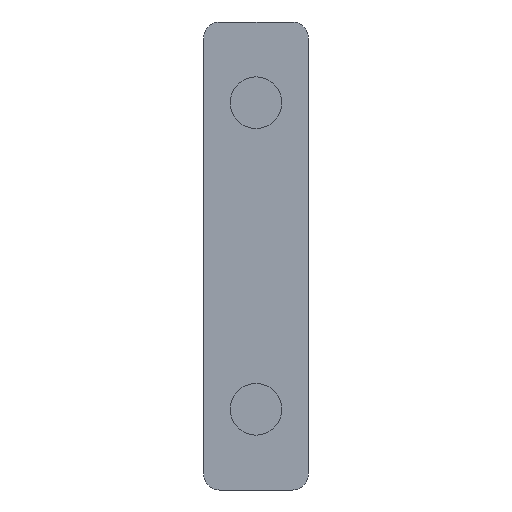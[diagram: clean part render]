
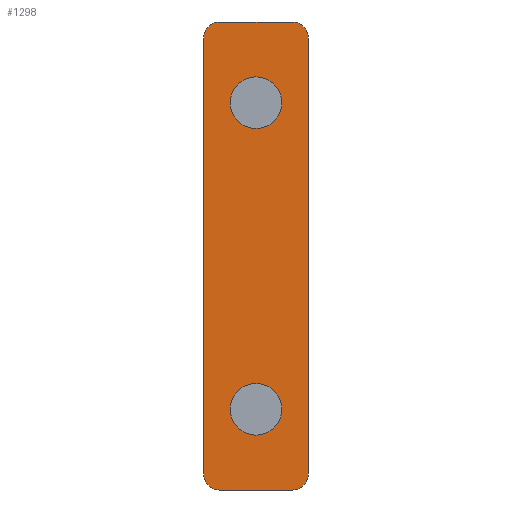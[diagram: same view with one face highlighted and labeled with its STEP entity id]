
A CAD part, left-side view. The second image highlights one B-rep face of the part: STEP entity #1298.
In plain terms, the highlighted planar face has unit normal (-1, 0, 0).
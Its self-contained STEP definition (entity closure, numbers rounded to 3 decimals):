
#159=CARTESIAN_POINT('Vertex',(-88.5,-1.6,9.5)) ;
#162=CARTESIAN_POINT('Axis2P3D Location',(-88.5,0.,9.5)) ;
#166=CARTESIAN_POINT('Vertex',(-88.5,1.6,9.5)) ;
#186=CARTESIAN_POINT('Axis2P3D Location',(-88.5,0.,9.5)) ;
#216=CARTESIAN_POINT('Vertex',(-88.5,-1.6,-9.5)) ;
#219=CARTESIAN_POINT('Axis2P3D Location',(-88.5,0.,-9.5)) ;
#223=CARTESIAN_POINT('Vertex',(-88.5,1.6,-9.5)) ;
#243=CARTESIAN_POINT('Axis2P3D Location',(-88.5,0.,-9.5)) ;
#1014=CARTESIAN_POINT('Vertex',(-88.5,3.25,13.5)) ;
#1017=CARTESIAN_POINT('Axis2P3D Location',(-88.5,2.25,13.5)) ;
#1021=CARTESIAN_POINT('Vertex',(-88.5,2.25,14.5)) ;
#1045=CARTESIAN_POINT('Vertex',(-88.5,-2.25,14.5)) ;
#1055=CARTESIAN_POINT('Line Origine',(-88.5,0.,14.5)) ;
#1079=CARTESIAN_POINT('Axis2P3D Location',(-88.5,-2.25,13.5)) ;
#1083=CARTESIAN_POINT('Vertex',(-88.5,-3.25,13.5)) ;
#1110=CARTESIAN_POINT('Line Origine',(-88.5,-3.25,0.)) ;
#1114=CARTESIAN_POINT('Vertex',(-88.5,-3.25,-13.5)) ;
#1165=CARTESIAN_POINT('Axis2P3D Location',(-88.5,-2.25,-13.5)) ;
#1169=CARTESIAN_POINT('Vertex',(-88.5,-2.25,-14.5)) ;
#1189=CARTESIAN_POINT('Line Origine',(-88.5,3.25,0.)) ;
#1193=CARTESIAN_POINT('Vertex',(-88.5,3.25,-13.5)) ;
#1248=CARTESIAN_POINT('Vertex',(-88.5,2.25,-14.5)) ;
#1258=CARTESIAN_POINT('Line Origine',(-88.5,0.,-14.5)) ;
#1270=CARTESIAN_POINT('Axis2P3D Location',(-88.5,0.,0.)) ;
#1275=CARTESIAN_POINT('Axis2P3D Location',(-88.5,2.25,-13.5)) ;
#163=DIRECTION('Axis2P3D Direction',(1.,0.,0.)) ;
#187=DIRECTION('Axis2P3D Direction',(1.,0.,0.)) ;
#220=DIRECTION('Axis2P3D Direction',(1.,0.,0.)) ;
#244=DIRECTION('Axis2P3D Direction',(1.,0.,0.)) ;
#1018=DIRECTION('Axis2P3D Direction',(1.,0.,-0.)) ;
#1056=DIRECTION('Vector Direction',(0.,1.,0.)) ;
#1080=DIRECTION('Axis2P3D Direction',(1.,0.,0.)) ;
#1111=DIRECTION('Vector Direction',(0.,0.,-1.)) ;
#1166=DIRECTION('Axis2P3D Direction',(1.,0.,0.)) ;
#1190=DIRECTION('Vector Direction',(0.,0.,1.)) ;
#1259=DIRECTION('Vector Direction',(0.,-1.,0.)) ;
#1271=DIRECTION('Axis2P3D Direction',(1.,0.,0.)) ;
#1272=DIRECTION('Axis2P3D XDirection',(0.,1.,0.)) ;
#1276=DIRECTION('Axis2P3D Direction',(1.,0.,0.)) ;
#164=AXIS2_PLACEMENT_3D('Circle Axis2P3D',#162,#163,$) ;
#188=AXIS2_PLACEMENT_3D('Circle Axis2P3D',#186,#187,$) ;
#221=AXIS2_PLACEMENT_3D('Circle Axis2P3D',#219,#220,$) ;
#245=AXIS2_PLACEMENT_3D('Circle Axis2P3D',#243,#244,$) ;
#1019=AXIS2_PLACEMENT_3D('Circle Axis2P3D',#1017,#1018,$) ;
#1081=AXIS2_PLACEMENT_3D('Circle Axis2P3D',#1079,#1080,$) ;
#1167=AXIS2_PLACEMENT_3D('Circle Axis2P3D',#1165,#1166,$) ;
#1273=AXIS2_PLACEMENT_3D('Plane Axis2P3D',#1270,#1271,#1272) ;
#1277=AXIS2_PLACEMENT_3D('Circle Axis2P3D',#1275,#1276,$) ;
#1281=ORIENTED_EDGE('',*,*,#1279,.F.) ;
#1282=ORIENTED_EDGE('',*,*,#1262,.F.) ;
#1283=ORIENTED_EDGE('',*,*,#1171,.F.) ;
#1284=ORIENTED_EDGE('',*,*,#1116,.F.) ;
#1285=ORIENTED_EDGE('',*,*,#1085,.F.) ;
#1286=ORIENTED_EDGE('',*,*,#1059,.F.) ;
#1287=ORIENTED_EDGE('',*,*,#1023,.F.) ;
#1288=ORIENTED_EDGE('',*,*,#1195,.F.) ;
#1291=ORIENTED_EDGE('',*,*,#190,.T.) ;
#1292=ORIENTED_EDGE('',*,*,#168,.T.) ;
#1295=ORIENTED_EDGE('',*,*,#247,.T.) ;
#1296=ORIENTED_EDGE('',*,*,#225,.T.) ;
#1293=FACE_BOUND('',#1290,.T.) ;
#1297=FACE_BOUND('',#1294,.T.) ;
#1057=VECTOR('Line Direction',#1056,1.) ;
#1112=VECTOR('Line Direction',#1111,1.) ;
#1191=VECTOR('Line Direction',#1190,1.) ;
#1260=VECTOR('Line Direction',#1259,1.) ;
#1298=ADVANCED_FACE('Body.2',(#1289,#1293,#1297),#1274,.F.) ;
#165=CIRCLE('generated circle',#164,1.6) ;
#189=CIRCLE('generated circle',#188,1.6) ;
#222=CIRCLE('generated circle',#221,1.6) ;
#246=CIRCLE('generated circle',#245,1.6) ;
#1020=CIRCLE('generated circle',#1019,1.) ;
#1082=CIRCLE('generated circle',#1081,1.) ;
#1168=CIRCLE('generated circle',#1167,1.) ;
#1278=CIRCLE('generated circle',#1277,1.) ;
#168=EDGE_CURVE('',#167,#160,#165,.T.) ;
#190=EDGE_CURVE('',#160,#167,#189,.T.) ;
#225=EDGE_CURVE('',#224,#217,#222,.T.) ;
#247=EDGE_CURVE('',#217,#224,#246,.T.) ;
#1023=EDGE_CURVE('',#1015,#1022,#1020,.T.) ;
#1059=EDGE_CURVE('',#1022,#1046,#1058,.F.) ;
#1085=EDGE_CURVE('',#1046,#1084,#1082,.T.) ;
#1116=EDGE_CURVE('',#1084,#1115,#1113,.T.) ;
#1171=EDGE_CURVE('',#1115,#1170,#1168,.T.) ;
#1195=EDGE_CURVE('',#1194,#1015,#1192,.T.) ;
#1262=EDGE_CURVE('',#1170,#1249,#1261,.F.) ;
#1279=EDGE_CURVE('',#1249,#1194,#1278,.T.) ;
#1280=EDGE_LOOP('',(#1281,#1282,#1283,#1284,#1285,#1286,#1287,#1288)) ;
#1290=EDGE_LOOP('',(#1291,#1292)) ;
#1294=EDGE_LOOP('',(#1295,#1296)) ;
#1289=FACE_OUTER_BOUND('',#1280,.T.) ;
#1058=LINE('Line',#1055,#1057) ;
#1113=LINE('Line',#1110,#1112) ;
#1192=LINE('Line',#1189,#1191) ;
#1261=LINE('Line',#1258,#1260) ;
#1274=PLANE('Plane',#1273) ;
#160=VERTEX_POINT('',#159) ;
#167=VERTEX_POINT('',#166) ;
#217=VERTEX_POINT('',#216) ;
#224=VERTEX_POINT('',#223) ;
#1015=VERTEX_POINT('',#1014) ;
#1022=VERTEX_POINT('',#1021) ;
#1046=VERTEX_POINT('',#1045) ;
#1084=VERTEX_POINT('',#1083) ;
#1115=VERTEX_POINT('',#1114) ;
#1170=VERTEX_POINT('',#1169) ;
#1194=VERTEX_POINT('',#1193) ;
#1249=VERTEX_POINT('',#1248) ;
